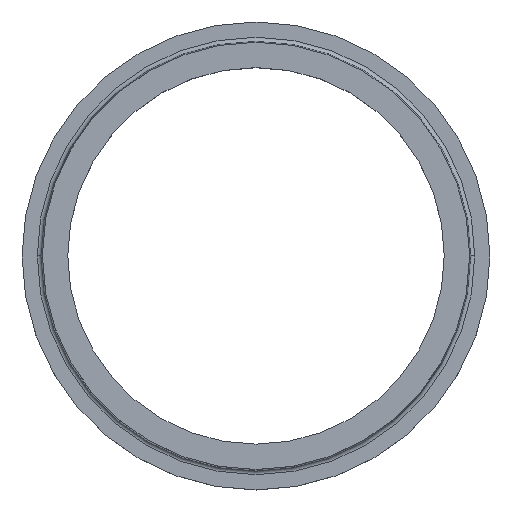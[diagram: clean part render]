
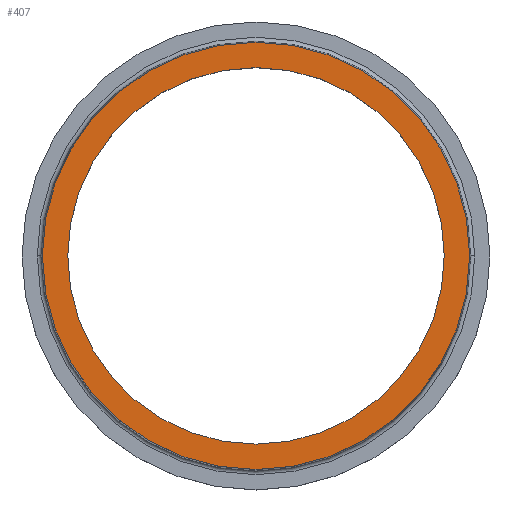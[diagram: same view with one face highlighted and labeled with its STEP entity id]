
A CAD part, top view. The second image highlights one B-rep face of the part: STEP entity #407.
In plain terms, the highlighted planar face has unit normal (0, 0, 1).
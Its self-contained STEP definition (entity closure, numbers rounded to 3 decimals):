
#11 = EDGE_CURVE ( 'NONE', #121, #420, #464, .T. ) ;
#13 = CARTESIAN_POINT ( 'NONE',  ( 0., 0., 120. ) ) ;
#18 = CIRCLE ( 'NONE', #295, 315. ) ;
#24 = CIRCLE ( 'NONE', #49, 315. ) ;
#38 = DIRECTION ( 'NONE',  ( 0., 0., -1. ) ) ;
#49 = AXIS2_PLACEMENT_3D ( 'NONE', #379, #38, #299 ) ;
#59 = EDGE_CURVE ( 'NONE', #115, #125, #18, .T. ) ;
#95 = CARTESIAN_POINT ( 'NONE',  ( 277.6, 0., 120. ) ) ;
#115 = VERTEX_POINT ( 'NONE', #278 ) ;
#116 = DIRECTION ( 'NONE',  ( 0., 0., 1. ) ) ;
#118 = CARTESIAN_POINT ( 'NONE',  ( -277.6, 0., 120. ) ) ;
#120 = PLANE ( 'NONE',  #275 ) ;
#121 = VERTEX_POINT ( 'NONE', #95 ) ;
#125 = VERTEX_POINT ( 'NONE', #359 ) ;
#134 = ORIENTED_EDGE ( 'NONE', *, *, #59, .F. ) ;
#156 = CARTESIAN_POINT ( 'NONE',  ( 0., 315., 120. ) ) ;
#177 = DIRECTION ( 'NONE',  ( -1., 0., 0. ) ) ;
#209 = EDGE_CURVE ( 'NONE', #125, #115, #24, .T. ) ;
#237 = ORIENTED_EDGE ( 'NONE', *, *, #378, .T. ) ;
#246 = CARTESIAN_POINT ( 'NONE',  ( 0., 0., 120. ) ) ;
#269 = DIRECTION ( 'NONE',  ( 1., 0., 0. ) ) ;
#270 = AXIS2_PLACEMENT_3D ( 'NONE', #246, #365, #427 ) ;
#271 = EDGE_LOOP ( 'NONE', ( #134, #457 ) ) ;
#275 = AXIS2_PLACEMENT_3D ( 'NONE', #156, #116, #269 ) ;
#278 = CARTESIAN_POINT ( 'NONE',  ( -315., 0., 120. ) ) ;
#295 = AXIS2_PLACEMENT_3D ( 'NONE', #466, #320, #177 ) ;
#299 = DIRECTION ( 'NONE',  ( -1., 0., 0. ) ) ;
#317 = CIRCLE ( 'NONE', #415, 277.6 ) ;
#320 = DIRECTION ( 'NONE',  ( 0., 0., -1. ) ) ;
#359 = CARTESIAN_POINT ( 'NONE',  ( 315., 0., 120. ) ) ;
#365 = DIRECTION ( 'NONE',  ( 0., 0., -1. ) ) ;
#378 = EDGE_CURVE ( 'NONE', #420, #121, #317, .T. ) ;
#379 = CARTESIAN_POINT ( 'NONE',  ( 0., 0., 120. ) ) ;
#387 = FACE_BOUND ( 'NONE', #414, .T. ) ;
#392 = DIRECTION ( 'NONE',  ( -1., 0., 0. ) ) ;
#407 = ADVANCED_FACE ( 'NONE', ( #387, #423 ), #120, .T. ) ;
#414 = EDGE_LOOP ( 'NONE', ( #237, #425 ) ) ;
#415 = AXIS2_PLACEMENT_3D ( 'NONE', #13, #426, #392 ) ;
#420 = VERTEX_POINT ( 'NONE', #118 ) ;
#423 = FACE_OUTER_BOUND ( 'NONE', #271, .T. ) ;
#425 = ORIENTED_EDGE ( 'NONE', *, *, #11, .T. ) ;
#426 = DIRECTION ( 'NONE',  ( 0., 0., -1. ) ) ;
#427 = DIRECTION ( 'NONE',  ( -1., 0., 0. ) ) ;
#457 = ORIENTED_EDGE ( 'NONE', *, *, #209, .F. ) ;
#464 = CIRCLE ( 'NONE', #270, 277.6 ) ;
#466 = CARTESIAN_POINT ( 'NONE',  ( 0., 0., 120. ) ) ;
